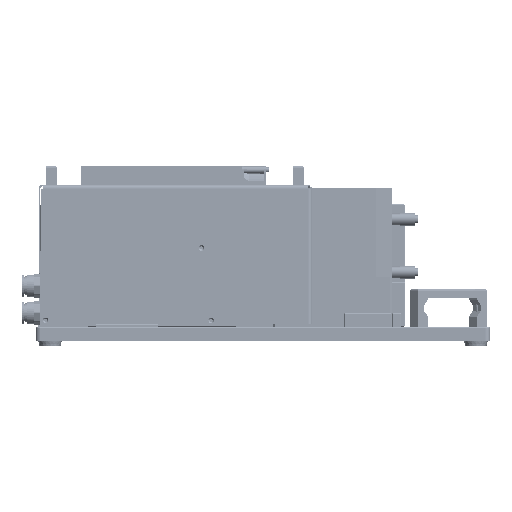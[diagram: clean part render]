
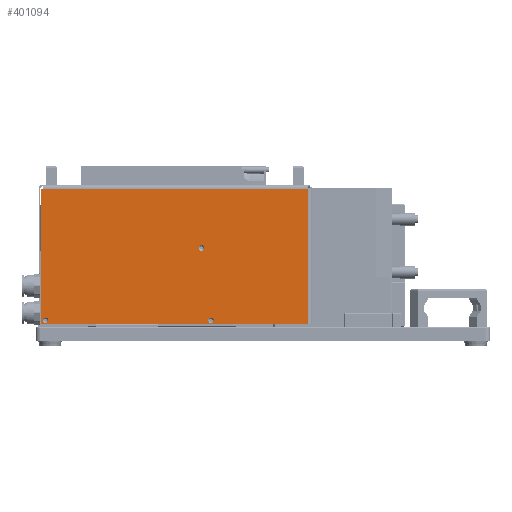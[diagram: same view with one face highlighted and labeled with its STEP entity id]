
A CAD part, left-side view. The second image highlights one B-rep face of the part: STEP entity #401094.
In plain terms, the highlighted face is planar.
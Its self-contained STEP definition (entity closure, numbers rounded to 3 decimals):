
#173960=CIRCLE('',#388733,3.);
#173961=CIRCLE('',#388734,3.);
#173962=CIRCLE('',#388735,3.);
#205747=ORIENTED_EDGE('',*,*,#258498,.T.);
#205748=ORIENTED_EDGE('',*,*,#258499,.T.);
#205749=ORIENTED_EDGE('',*,*,#258500,.F.);
#205750=ORIENTED_EDGE('',*,*,#258496,.F.);
#205751=ORIENTED_EDGE('',*,*,#258501,.T.);
#205752=ORIENTED_EDGE('',*,*,#258502,.F.);
#205753=ORIENTED_EDGE('',*,*,#258503,.F.);
#205754=ORIENTED_EDGE('',*,*,#258504,.F.);
#219161=VECTOR('',#310701,1.);
#219162=VECTOR('',#310706,1.);
#219163=VECTOR('',#310707,1.);
#219164=VECTOR('',#310708,1.);
#219165=VECTOR('',#310709,1.);
#230544=LINE('',#373885,#219161);
#230545=LINE('',#373890,#219162);
#230546=LINE('',#373892,#219163);
#230547=LINE('',#373893,#219164);
#230548=LINE('',#373894,#219165);
#241890=VERTEX_POINT('',#373878);
#241892=VERTEX_POINT('',#373884);
#241893=VERTEX_POINT('',#373888);
#241894=VERTEX_POINT('',#373889);
#241895=VERTEX_POINT('',#373891);
#241896=VERTEX_POINT('',#373895);
#241897=VERTEX_POINT('',#373897);
#241898=VERTEX_POINT('',#373899);
#258496=EDGE_CURVE('',#241892,#241890,#230544,.T.);
#258498=EDGE_CURVE('',#241893,#241894,#230545,.T.);
#258499=EDGE_CURVE('',#241894,#241895,#230546,.T.);
#258500=EDGE_CURVE('',#241890,#241895,#230547,.T.);
#258501=EDGE_CURVE('',#241892,#241893,#230548,.T.);
#258502=EDGE_CURVE('',#241896,#241896,#173960,.T.);
#258503=EDGE_CURVE('',#241897,#241897,#173961,.T.);
#258504=EDGE_CURVE('',#241898,#241898,#173962,.T.);
#267837=EDGE_LOOP('',(#205747,#205748,#205749,#205750,#205751));
#267838=EDGE_LOOP('',(#205752));
#267839=EDGE_LOOP('',(#205753));
#267840=EDGE_LOOP('',(#205754));
#276888=FACE_BOUND('',#267837,.T.);
#276889=FACE_BOUND('',#267838,.T.);
#276890=FACE_BOUND('',#267839,.T.);
#276891=FACE_BOUND('',#267840,.T.);
#310701=DIRECTION('',(280.,0.,0.));
#310704=DIRECTION('',(0.,0.,1.));
#310705=DIRECTION('',(0.,-1.,0.));
#310706=DIRECTION('',(0.,-142.5,0.));
#310707=DIRECTION('',(282.146,0.,0.));
#310708=DIRECTION('',(0.,-142.5,0.));
#310709=DIRECTION('',(-2.146,0.,0.));
#310710=DIRECTION('',(0.,0.,1.));
#310711=DIRECTION('',(3.,0.,0.));
#310712=DIRECTION('',(0.,0.,1.));
#310713=DIRECTION('',(3.,0.,0.));
#310714=DIRECTION('',(0.,0.,1.));
#310715=DIRECTION('',(3.,0.,0.));
#373878=CARTESIAN_POINT('',(140.,70.,2.));
#373884=CARTESIAN_POINT('',(-140.,70.,2.));
#373885=CARTESIAN_POINT('',(-140.,70.,2.));
#373887=CARTESIAN_POINT('',(-142.146,-72.5,2.));
#373888=CARTESIAN_POINT('',(-142.146,70.,2.));
#373889=CARTESIAN_POINT('',(-142.146,-72.5,2.));
#373890=CARTESIAN_POINT('',(-142.146,70.,2.));
#373891=CARTESIAN_POINT('',(140.,-72.5,2.));
#373892=CARTESIAN_POINT('',(-142.146,-72.5,2.));
#373893=CARTESIAN_POINT('',(140.,70.,2.));
#373894=CARTESIAN_POINT('',(-140.,70.,2.));
#373895=CARTESIAN_POINT('',(-134.146,-69.,2.));
#373896=CARTESIAN_POINT('',(-137.146,-69.,2.));
#373897=CARTESIAN_POINT('',(30.854,7.5,2.));
#373898=CARTESIAN_POINT('',(27.854,7.5,2.));
#373899=CARTESIAN_POINT('',(40.854,-69.,2.));
#373900=CARTESIAN_POINT('',(37.854,-69.,2.));
#388732=AXIS2_PLACEMENT_3D('',#373887,#310704,#310705);
#388733=AXIS2_PLACEMENT_3D('',#373896,#310710,#310711);
#388734=AXIS2_PLACEMENT_3D('',#373898,#310712,#310713);
#388735=AXIS2_PLACEMENT_3D('',#373900,#310714,#310715);
#394254=PLANE('',#388732);
#401094=ADVANCED_FACE('',(#276888,#276889,#276890,#276891),#394254,.T.);
